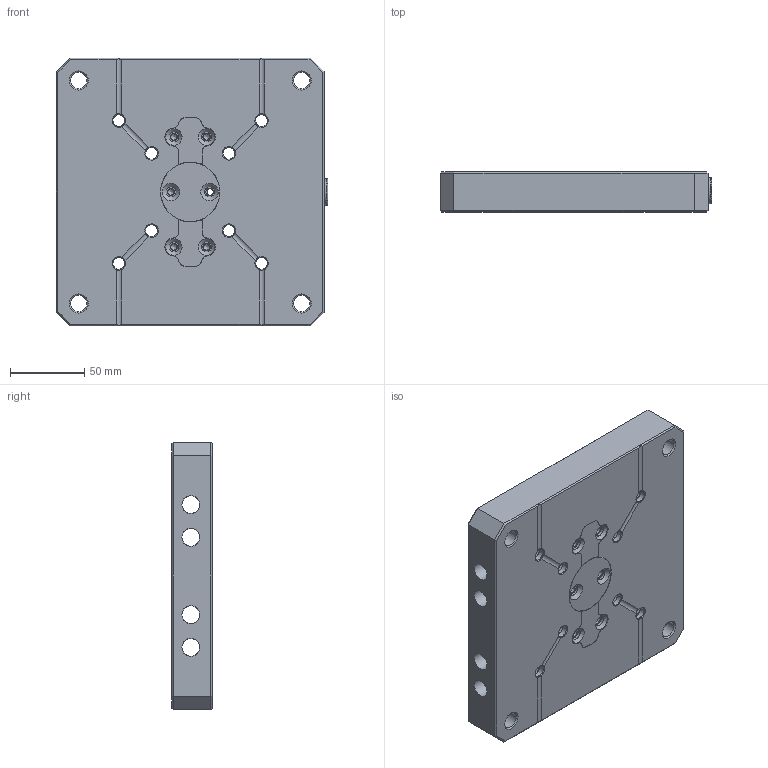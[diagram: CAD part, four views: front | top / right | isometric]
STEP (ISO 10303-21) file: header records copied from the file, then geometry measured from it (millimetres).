
FILE_DESCRIPTION(/* description */ (''),/* implementation_level */ '2;1');
FILE_NAME(/* name */ '',/* time_stamp */ '2025-04-02T19:53:59+08:00',/* author */ (''),/* organization */ (''),/* preprocessor_version */ 'ST-DEVELOPER v11',/* originating_system */ 'SIEMENS PLM Software NX 7.0',/* authorisation */ '');
FILE_SCHEMA (('CONFIG_CONTROL_DESIGN'));
Length unit declared in the file: millimetre
Products named in the file (1): Admi736Emsgb
Bounding box: 182.4 x 27 x 180 mm (x, y, z)
Volume: 701196.7 mm3; surface area: 133961.1 mm2
Topology: 5 solids, 5 shells, 386 faces, 1077 edges, 696 vertices
Faces by surface type: cylinder 172, plane 98, cone 60, bspline 30, torus 26
Full cylindrical faces by diameter (mm): 4.2 x9, 5 x7, 6 x2, 7 x6, 8 x9, 11 x5, 12 x14, 13.2 x2, 14 x9, 14.8 x1, 15 x4, 15.5 x4, 15.7 x4, 16 x4, 17.8 x2, 18 x8, 18.2 x1, 19 x4, 19.5 x4, 19.7 x4, 20 x4, 39.8 x1
Entity records: 16001 total; most frequent: CARTESIAN_POINT 7682, DIRECTION 1618, ORIENTED_EDGE 1534, EDGE_CURVE 767, AXIS2_PLACEMENT_3D 693, EDGE_LOOP 629, VERTEX_POINT 588, FACE_BOUND 480
